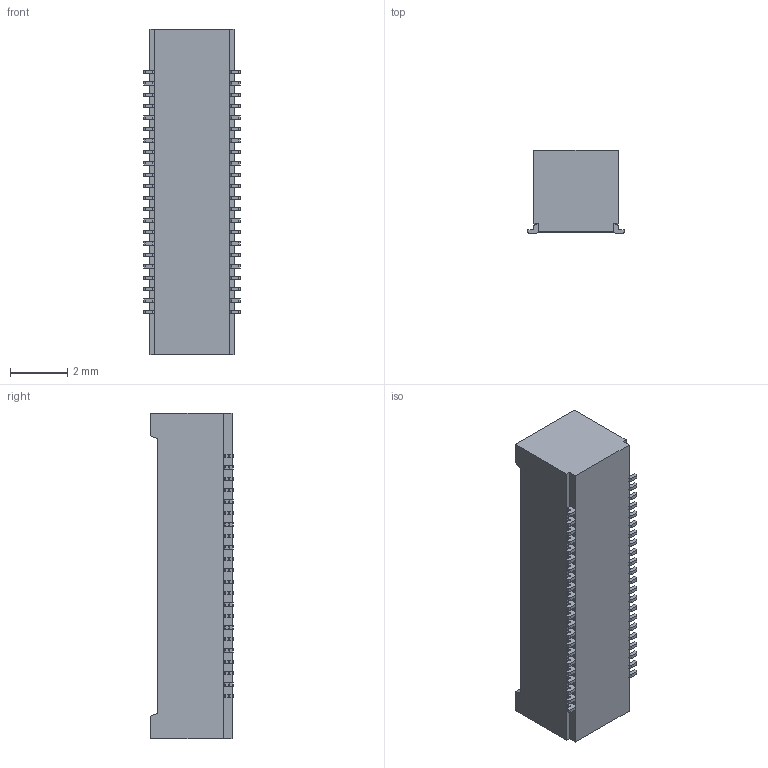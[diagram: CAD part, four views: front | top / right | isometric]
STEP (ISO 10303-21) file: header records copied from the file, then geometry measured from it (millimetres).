
FILE_DESCRIPTION(('CoCreate Modeling STEP Export'),'2;1');
FILE_NAME('DF40HC(3.0)-44DS.stp','2010-07-27T10:05:53',(''),(''),'CoCreate Modeling STEP processor for AP214 (Solid Model)','CoCreate Modeling 17.0 01-Apr-2010 (C) Parametric Technology GmbH','');
FILE_SCHEMA(('AUTOMOTIVE_DESIGN { 1 0 10303 214 1 1 1 1 }'));
Length unit declared in the file: millimetre
Products named in the file (1): DF40HC(3.0)-44DS-0.4V
Bounding box: 3.38 x 2.9 x 11.4 mm (x, y, z)
Volume: 74.2 mm3; surface area: 213 mm2
Topology: 1 solids, 1 shells, 1017 faces, 2732 edges, 1808 vertices
Faces by surface type: plane 729, cylinder 276, cone 12
Entity records: 30560 total; most frequent: ORIENTED_EDGE 5464, CARTESIAN_POINT 5338, DIRECTION 4900, EDGE_CURVE 2732, VECTOR 2160, LINE 2160, VERTEX_POINT 1808, AXIS2_PLACEMENT_3D 1370
